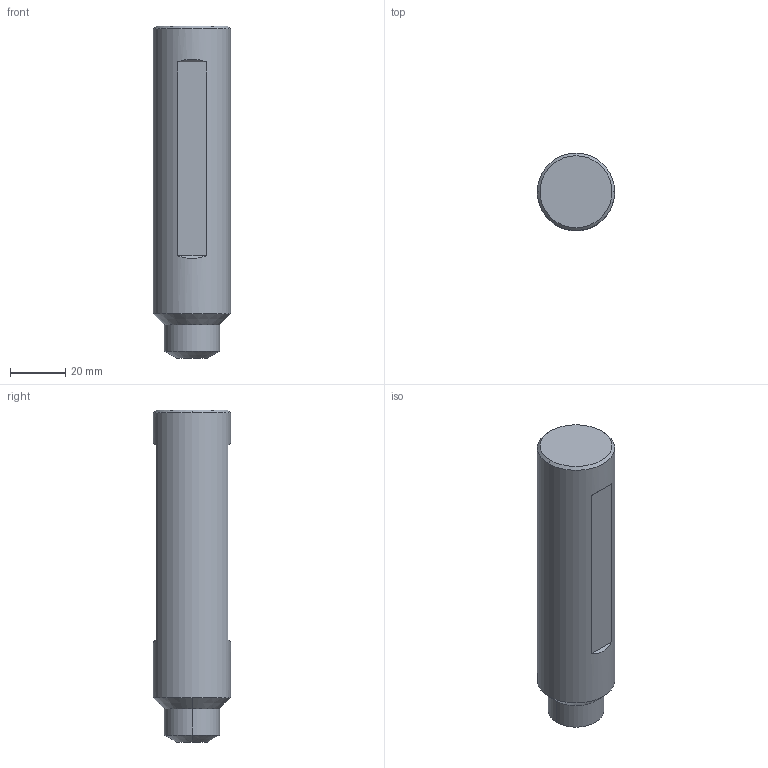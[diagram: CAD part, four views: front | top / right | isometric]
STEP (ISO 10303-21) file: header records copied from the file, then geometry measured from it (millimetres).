
FILE_DESCRIPTION(/* description */ (''),/* implementation_level */ '2;1');
FILE_NAME(/* name */ '1586158691540.stp',/* time_stamp */ '2020-04-06T13:08:31+06:00',/* author */ (''),/* organization */ ('SMS'),/* preprocessor_version */ 'ST-DEVELOPER v16.7',/* originating_system */ 'SIEMENS PLM Software NX 12.0',/* authorisation */ '');
FILE_SCHEMA (('AUTOMOTIVE_DESIGN { 1 0 10303 214 3 1 1 1 }'));
Length unit declared in the file: millimetre
Products named in the file (1): 202043265mod000_00
Bounding box: 28 x 28 x 120 mm (x, y, z)
Volume: 63677.8 mm3; surface area: 13726.7 mm2
Topology: 1 solids, 1 shells, 30 faces, 59 edges, 38 vertices
Faces by surface type: cone 10, plane 10, cylinder 8, torus 2
Full cylindrical faces by diameter (mm): 5 x1, 28 x1
Entity records: 863 total; most frequent: DIRECTION 154, CARTESIAN_POINT 149, ORIENTED_EDGE 122, AXIS2_PLACEMENT_3D 63, EDGE_CURVE 61, VERTEX_POINT 39, EDGE_LOOP 36, ADVANCED_FACE 30
